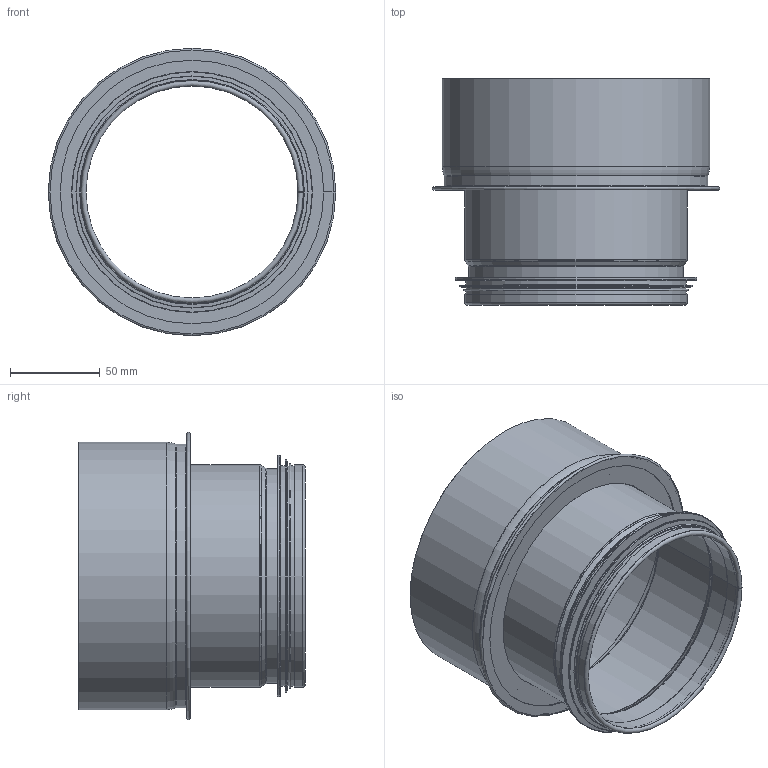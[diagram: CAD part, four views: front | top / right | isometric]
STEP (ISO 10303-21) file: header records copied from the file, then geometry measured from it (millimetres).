
FILE_DESCRIPTION((''),'2;1');
FILE_NAME('HFC_15-04.stp','2014-02-19T13:50:49',(''),(''),'Autodesk Inventor 2013','Autodesk Inventor 2013','');
FILE_SCHEMA(('AUTOMOTIVE_DESIGN { 1 2 10303 214 0 1 1 1 }'));
Length unit declared in the file: millimetre
Products named in the file (8): HFC_15-04; HFCRörämne_15-04; DragenKantStos_125; SvepHFC_150-125; Stos-125; StosRörämne-125; 999004; HFCRing
Assembly tree (7 placements, depth 3):
  HFC_15-04
    HFCRörämne_15-04
      DragenKantStos_125
      SvepHFC_150-125
    Stos-125
      StosRörämne-125
      999004
    HFCRing
Bounding box: 160.35 x 126.2 x 160.35 mm (x, y, z)
Volume: 54467 mm3; surface area: 167363 mm2
Topology: 5 solids, 5 shells, 99 faces, 189 edges, 103 vertices
Faces by surface type: plane 50, torus 22, cylinder 21, cone 6
Full cylindrical faces by diameter (mm): 118.25 x1, 119.25 x1, 120.45 x1, 123.05 x6, 124.05 x2, 125 x1, 129.45 x1, 134.45 x1, 137.05 x1, 145.85 x1, 147.05 x2, 147.85 x1, 149.05 x1, 157 x1
Entity records: 2696 total; most frequent: DIRECTION 496, CARTESIAN_POINT 388, ORIENTED_EDGE 342, AXIS2_PLACEMENT_3D 211, EDGE_CURVE 171, EDGE_LOOP 126, VERTEX_POINT 103, FACE_OUTER_BOUND 99
